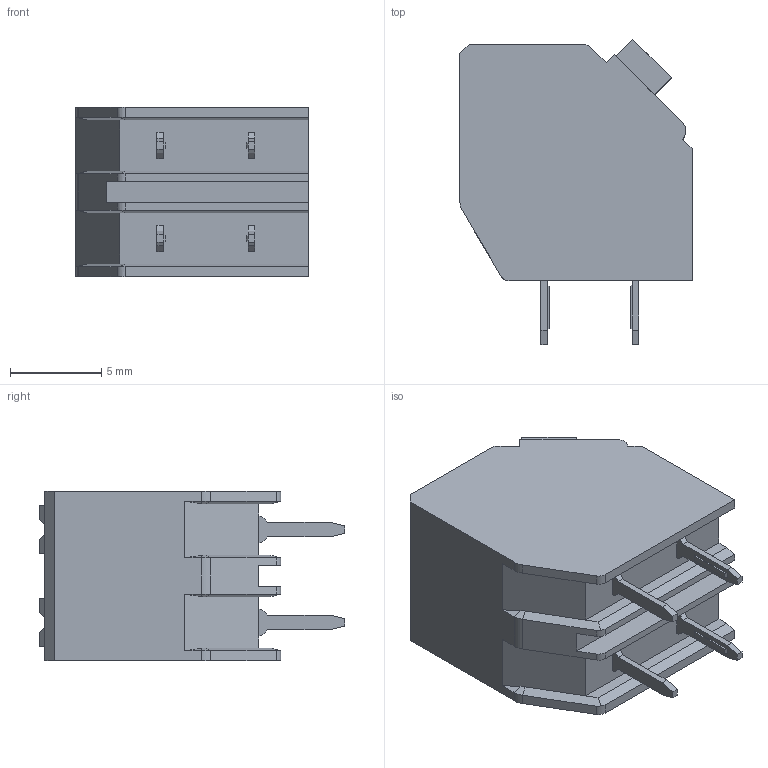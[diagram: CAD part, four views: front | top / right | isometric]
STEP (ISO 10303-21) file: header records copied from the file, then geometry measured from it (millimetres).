
FILE_DESCRIPTION((''),'2;1');
FILE_NAME('TLM-004AT-5_08-XXP-X','2024-09-29T',('sj'),(''),'PRO/ENGINEER BY PARAMETRIC TECHNOLOGY CORPORATION, 2015240','PRO/ENGINEER BY PARAMETRIC TECHNOLOGY CORPORATION, 2015240','');
FILE_SCHEMA(('CONFIG_CONTROL_DESIGN','SHAPE_APPEARANCE_LAYERS_GROUPS'));
Length unit declared in the file: millimetre
Products named in the file (1): TLM-004AT-5_08-XXP-X
Bounding box: 12.7 x 16.72 x 9.28 mm (x, y, z)
Volume: 1220.7 mm3; surface area: 1027.2 mm2
Topology: 1 solids, 1 shells, 197 faces, 541 edges, 356 vertices
Faces by surface type: plane 173, cylinder 20, cone 4
Entity records: 6248 total; most frequent: CARTESIAN_POINT 1193, ORIENTED_EDGE 1082, DIRECTION 955, EDGE_CURVE 541, VECTOR 473, LINE 473, VERTEX_POINT 356, AXIS2_PLACEMENT_3D 241
